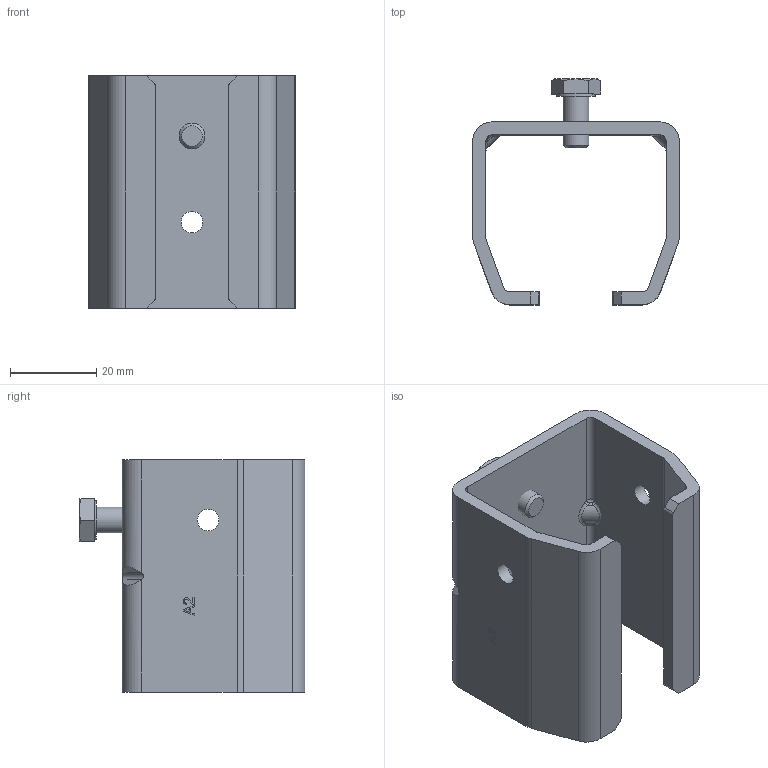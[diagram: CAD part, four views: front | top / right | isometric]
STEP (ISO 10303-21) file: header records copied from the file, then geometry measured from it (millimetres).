
FILE_DESCRIPTION(/* description */ (''),/* implementation_level */ '2;1');
FILE_NAME(/* name */ '9038xa2.stp',/* time_stamp */ '2019-08-23T08:46:16+02:00',/* author */ ('Didierr'),/* organization */ (''),/* preprocessor_version */ 'ST-DEVELOPER v17.2',/* originating_system */ 'Autodesk Inventor 2019',/* authorisation */ '');
FILE_SCHEMA (('AUTOMOTIVE_DESIGN { 1 0 10303 214 3 1 1 }'));
Length unit declared in the file: millimetre
Products named in the file (3): 9038xa2; 15701; 04018
Assembly tree (2 placements, depth 2):
  9038xa2
    15701
    04018
Bounding box: 48 x 52.5 x 54 mm (x, y, z)
Volume: 23114.2 mm3; surface area: 16828.8 mm2
Topology: 2 solids, 2 shells, 174 faces, 452 edges, 296 vertices
Faces by surface type: plane 98, cylinder 50, bspline 19, cone 7
Full cylindrical faces by diameter (mm): 1.151 x1, 1.25 x1, 5 x4, 6 x1, 8.88 x1
Entity records: 5717 total; most frequent: CARTESIAN_POINT 1327, ORIENTED_EDGE 904, DIRECTION 860, EDGE_CURVE 452, LINE 296, VECTOR 296, VERTEX_POINT 296, AXIS2_PLACEMENT_3D 282
